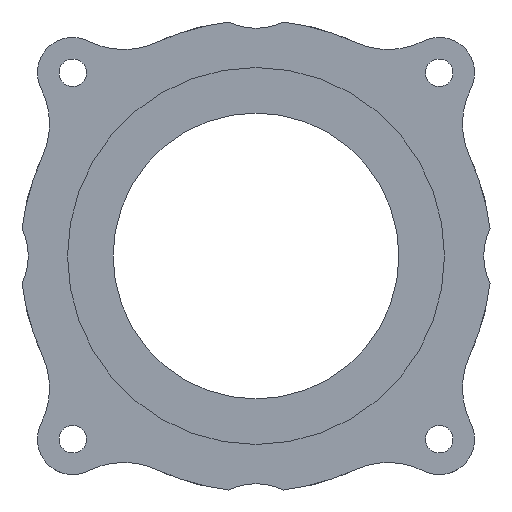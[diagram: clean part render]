
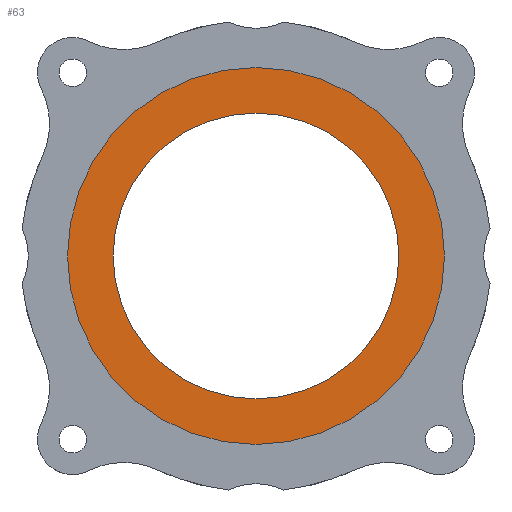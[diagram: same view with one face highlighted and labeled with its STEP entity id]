
A CAD part, front view. The second image highlights one B-rep face of the part: STEP entity #63.
In plain terms, the highlighted planar face has unit normal (0, -1, 0).
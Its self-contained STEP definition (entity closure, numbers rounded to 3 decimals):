
#27=CARTESIAN_POINT('',(-58.5,112.,0.));
#28=DIRECTION('',(0.,1.,0.));
#29=DIRECTION('',(0.,0.,1.));
#30=AXIS2_PLACEMENT_3D('',#27,#28,#29);
#31=PLANE('',#30);
#32=CARTESIAN_POINT('',(-80.,112.,18.2));
#33=VERTEX_POINT('',#32);
#34=CARTESIAN_POINT('',(-80.,112.,0.));
#35=DIRECTION('',(0.,1.,0.));
#36=DIRECTION('',(0.,-0.,1.));
#37=AXIS2_PLACEMENT_3D('',#34,#35,#36);
#38=CIRCLE('',#37,18.2);
#39=EDGE_CURVE('',#33,#33,#38,.T.);
#40=ORIENTED_EDGE('',*,*,#39,.T.);
#41=EDGE_LOOP('',(#40));
#42=FACE_BOUND('',#41,.T.);
#43=CARTESIAN_POINT('',(-80.,112.,-24.));
#44=VERTEX_POINT('',#43);
#45=CARTESIAN_POINT('',(-80.,112.,24.));
#46=VERTEX_POINT('',#45);
#47=CARTESIAN_POINT('',(-80.,112.,0.));
#48=DIRECTION('',(0.,1.,0.));
#49=DIRECTION('',(0.,-0.,1.));
#50=AXIS2_PLACEMENT_3D('',#47,#48,#49);
#51=CIRCLE('',#50,24.);
#52=EDGE_CURVE('',#44,#46,#51,.T.);
#53=ORIENTED_EDGE('',*,*,#52,.F.);
#54=CARTESIAN_POINT('',(-80.,112.,0.));
#55=DIRECTION('',(0.,1.,0.));
#56=DIRECTION('',(0.,-0.,1.));
#57=AXIS2_PLACEMENT_3D('',#54,#55,#56);
#58=CIRCLE('',#57,24.);
#59=EDGE_CURVE('',#46,#44,#58,.T.);
#60=ORIENTED_EDGE('',*,*,#59,.F.);
#61=EDGE_LOOP('',(#53,#60));
#62=FACE_BOUND('',#61,.T.);
#63=ADVANCED_FACE('',(#42,#62),#31,.F.);
